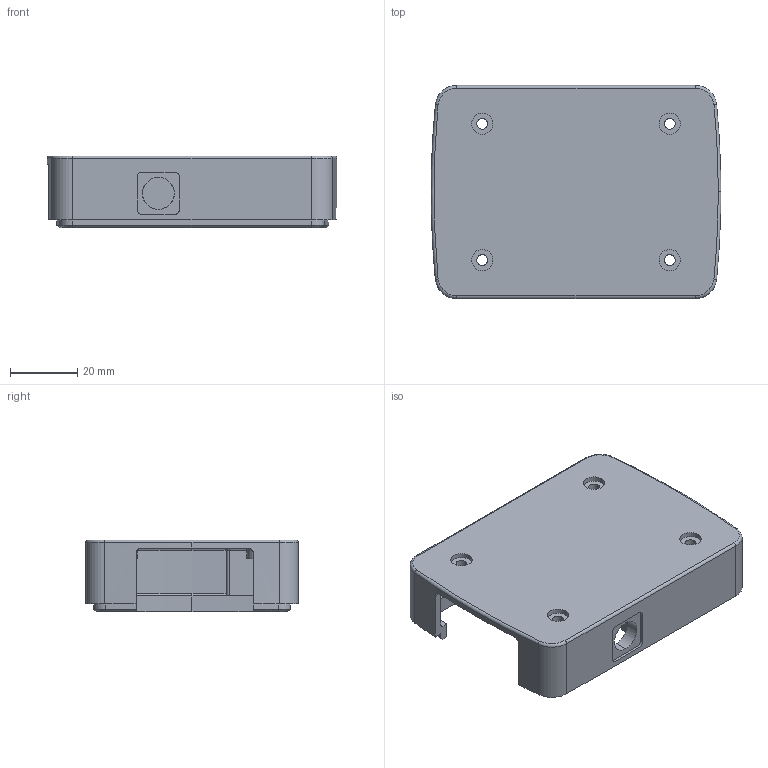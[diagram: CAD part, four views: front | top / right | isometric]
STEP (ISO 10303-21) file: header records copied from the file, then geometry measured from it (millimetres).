
FILE_DESCRIPTION (( 'STEP AP203' ), '1' );
FILE_NAME ('DA-004-A.STEP', '2014-01-29T19:16:22', ( '' ), ( '' ), 'SwSTEP 2.0', 'SolidWorks 2012', '' );
FILE_SCHEMA (( 'CONFIG_CONTROL_DESIGN' ));
Length unit declared in the file: inch
Products named in the file (1): DA-004-A
Bounding box: 86.34 x 63.5 x 21.43 mm (x, y, z)
Volume: 27114 mm3; surface area: 22836.7 mm2
Topology: 1 solids, 1 shells, 174 faces, 443 edges, 274 vertices
Faces by surface type: cylinder 81, plane 49, torus 32, cone 8, sphere 4
Entity records: 5439 total; most frequent: DIRECTION 1006, CARTESIAN_POINT 984, ORIENTED_EDGE 878, EDGE_CURVE 439, AXIS2_PLACEMENT_3D 404, VERTEX_POINT 274, CIRCLE 229, LINE 198
